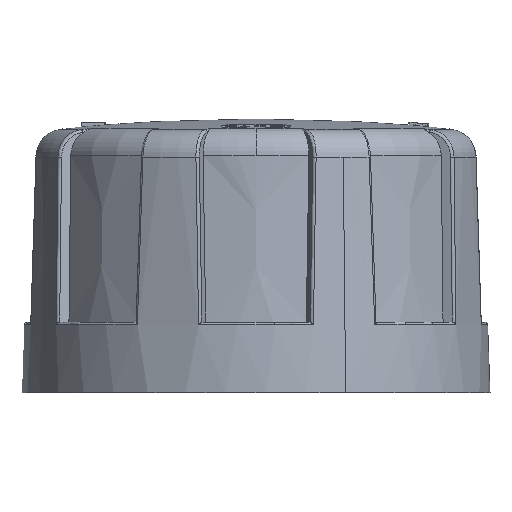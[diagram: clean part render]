
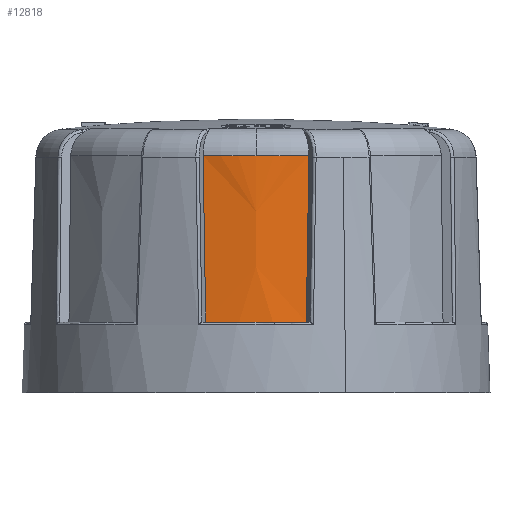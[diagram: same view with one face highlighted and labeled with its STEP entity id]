
A CAD part, left-side view. The second image highlights one B-rep face of the part: STEP entity #12818.
In plain terms, the highlighted conical face has half-angle 1.5 degrees and reference radius 15.5 mm.
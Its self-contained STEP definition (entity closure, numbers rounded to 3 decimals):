
#1252 = EDGE_LOOP ( 'NONE', ( #12382, #2358, #13398, #16086, #3209 ) ) ;
#1562 = VERTEX_POINT ( 'NONE', #14315 ) ;
#1810 = CARTESIAN_POINT ( 'NONE',  ( 126.36, -221.521, 16.704 ) ) ;
#2162 = AXIS2_PLACEMENT_3D ( 'NONE', #2543, #16341, #10947 ) ;
#2358 = ORIENTED_EDGE ( 'NONE', *, *, #15462, .T. ) ;
#2543 = CARTESIAN_POINT ( 'NONE',  ( 141.089, -225.248, 5. ) ) ;
#2569 = CARTESIAN_POINT ( 'NONE',  ( 126., -228.792, 5. ) ) ;
#2634 = CARTESIAN_POINT ( 'NONE',  ( 126.36, -228.974, 16.704 ) ) ;
#2993 = EDGE_CURVE ( 'NONE', #14087, #4930, #13447, .T. ) ;
#3209 = ORIENTED_EDGE ( 'NONE', *, *, #9909, .T. ) ;
#3316 = CIRCLE ( 'NONE', #9585, 15.194 ) ;
#3364 = CARTESIAN_POINT ( 'NONE',  ( 141.089, -225.248, 5. ) ) ;
#3449 = DIRECTION ( 'NONE',  ( 0., 0., -1. ) ) ;
#4199 = AXIS2_PLACEMENT_3D ( 'NONE', #13217, #13386, #6578 ) ;
#4441 = DIRECTION ( 'NONE',  ( 0.924, 0.383, 0. ) ) ;
#4930 = VERTEX_POINT ( 'NONE', #6638 ) ;
#5521 = DIRECTION ( 'NONE',  ( 1., 0., 0. ) ) ;
#5937 = CARTESIAN_POINT ( 'NONE',  ( 126.119, -221.642, 8.901 ) ) ;
#6522 = CARTESIAN_POINT ( 'NONE',  ( 126.36, -221.521, 16.704 ) ) ;
#6578 = DIRECTION ( 'NONE',  ( 1., 0., 0. ) ) ;
#6638 = CARTESIAN_POINT ( 'NONE',  ( 126., -228.792, 5. ) ) ;
#7278 = CARTESIAN_POINT ( 'NONE',  ( 126.239, -221.581, 12.803 ) ) ;
#7621 = CARTESIAN_POINT ( 'NONE',  ( 126., -221.703, 5. ) ) ;
#8204 = CARTESIAN_POINT ( 'NONE',  ( 126.36, -228.974, 16.704 ) ) ;
#8213 = DIRECTION ( 'NONE',  ( 0., 0., -1. ) ) ;
#8779 = VERTEX_POINT ( 'NONE', #6522 ) ;
#9514 = B_SPLINE_CURVE_WITH_KNOTS ( 'NONE', 3,
 ( #1810, #7278, #5937, #11396 ),
 .UNSPECIFIED., .F., .F.,
 ( 4, 4 ),
 ( 0., 1. ),
 .UNSPECIFIED. ) ;
#9585 = AXIS2_PLACEMENT_3D ( 'NONE', #15022, #8213, #5521 ) ;
#9616 = AXIS2_PLACEMENT_3D ( 'NONE', #3364, #3449, #4441 ) ;
#9909 = EDGE_CURVE ( 'NONE', #14985, #4930, #17343, .T. ) ;
#10068 = FACE_OUTER_BOUND ( 'NONE', #1252, .T. ) ;
#10135 = EDGE_CURVE ( 'NONE', #8779, #14985, #9514, .T. ) ;
#10947 = DIRECTION ( 'NONE',  ( 1., 0., 0. ) ) ;
#11396 = CARTESIAN_POINT ( 'NONE',  ( 126., -221.703, 5. ) ) ;
#12382 = ORIENTED_EDGE ( 'NONE', *, *, #2993, .F. ) ;
#12818 = ADVANCED_FACE ( 'NONE', ( #10068 ), #13932, .T. ) ;
#12976 = EDGE_CURVE ( 'NONE', #1562, #8779, #14511, .T. ) ;
#13217 = CARTESIAN_POINT ( 'NONE',  ( 141.089, -225.248, 16.704 ) ) ;
#13386 = DIRECTION ( 'NONE',  ( 0., 0., -1. ) ) ;
#13398 = ORIENTED_EDGE ( 'NONE', *, *, #12976, .T. ) ;
#13447 = B_SPLINE_CURVE_WITH_KNOTS ( 'NONE', 3,
 ( #8204, #16362, #17619, #2569 ),
 .UNSPECIFIED., .F., .F.,
 ( 4, 4 ),
 ( 0., 1. ),
 .UNSPECIFIED. ) ;
#13932 = CONICAL_SURFACE ( 'NONE', #9616, 15.5, 0.026 ) ;
#14087 = VERTEX_POINT ( 'NONE', #2634 ) ;
#14315 = CARTESIAN_POINT ( 'NONE',  ( 125.896, -225.248, 16.704 ) ) ;
#14511 = CIRCLE ( 'NONE', #4199, 15.194 ) ;
#14985 = VERTEX_POINT ( 'NONE', #7621 ) ;
#15022 = CARTESIAN_POINT ( 'NONE',  ( 141.089, -225.248, 16.704 ) ) ;
#15462 = EDGE_CURVE ( 'NONE', #14087, #1562, #3316, .T. ) ;
#16086 = ORIENTED_EDGE ( 'NONE', *, *, #10135, .T. ) ;
#16341 = DIRECTION ( 'NONE',  ( 0., 0., 1. ) ) ;
#16362 = CARTESIAN_POINT ( 'NONE',  ( 126.239, -228.914, 12.803 ) ) ;
#17343 = CIRCLE ( 'NONE', #2162, 15.5 ) ;
#17619 = CARTESIAN_POINT ( 'NONE',  ( 126.119, -228.853, 8.901 ) ) ;
